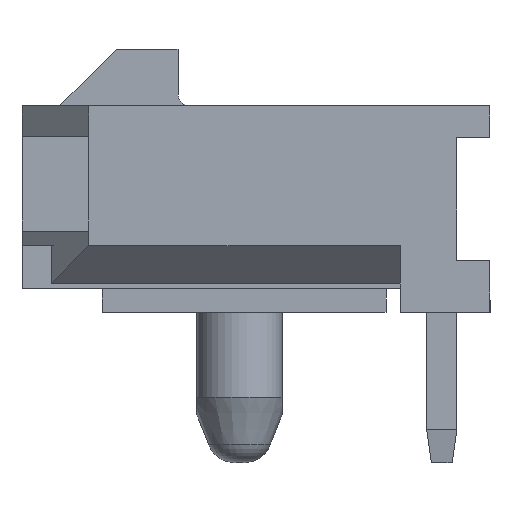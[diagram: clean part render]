
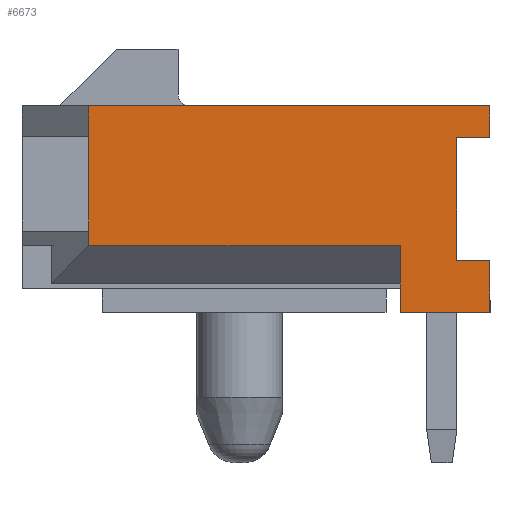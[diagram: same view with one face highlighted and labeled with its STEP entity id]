
A CAD part, left-side view. The second image highlights one B-rep face of the part: STEP entity #6673.
In plain terms, the highlighted face is planar.
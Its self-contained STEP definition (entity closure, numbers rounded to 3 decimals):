
#691=ORIENTED_EDGE('',*,*,#1749,.T.);
#692=ORIENTED_EDGE('',*,*,#1746,.T.);
#693=ORIENTED_EDGE('',*,*,#1743,.T.);
#694=ORIENTED_EDGE('',*,*,#1913,.F.);
#695=ORIENTED_EDGE('',*,*,#1916,.F.);
#696=ORIENTED_EDGE('',*,*,#1865,.F.);
#697=ORIENTED_EDGE('',*,*,#1877,.T.);
#698=ORIENTED_EDGE('',*,*,#1870,.F.);
#699=ORIENTED_EDGE('',*,*,#1814,.F.);
#700=ORIENTED_EDGE('',*,*,#1881,.T.);
#701=ORIENTED_EDGE('',*,*,#1891,.F.);
#702=ORIENTED_EDGE('',*,*,#1915,.F.);
#1743=EDGE_CURVE('',#2389,#2388,#2859,.T.);
#1746=EDGE_CURVE('',#2391,#2389,#2862,.T.);
#1749=EDGE_CURVE('',#2393,#2391,#2865,.T.);
#1814=EDGE_CURVE('',#2439,#2440,#2930,.T.);
#1865=EDGE_CURVE('',#2457,#2474,#2979,.T.);
#1870=EDGE_CURVE('',#2440,#2453,#2984,.T.);
#1877=EDGE_CURVE('',#2457,#2453,#2991,.T.);
#1881=EDGE_CURVE('',#2439,#2481,#2995,.T.);
#1891=EDGE_CURVE('',#2488,#2481,#3005,.T.);
#1913=EDGE_CURVE('',#2497,#2388,#3027,.T.);
#1915=EDGE_CURVE('',#2393,#2488,#3029,.T.);
#1916=EDGE_CURVE('',#2474,#2497,#3030,.T.);
#2388=VERTEX_POINT('',#8945);
#2389=VERTEX_POINT('',#8947);
#2391=VERTEX_POINT('',#8953);
#2393=VERTEX_POINT('',#8959);
#2439=VERTEX_POINT('',#9086);
#2440=VERTEX_POINT('',#9088);
#2453=VERTEX_POINT('',#9126);
#2457=VERTEX_POINT('',#9134);
#2474=VERTEX_POINT('',#9187);
#2481=VERTEX_POINT('',#9215);
#2488=VERTEX_POINT('',#9235);
#2497=VERTEX_POINT('',#9274);
#2859=LINE('',#8946,#3527);
#2862=LINE('',#8952,#3530);
#2865=LINE('',#8958,#3533);
#2930=LINE('',#9087,#3598);
#2979=LINE('',#9186,#3647);
#2984=LINE('',#9196,#3652);
#2991=LINE('',#9208,#3659);
#2995=LINE('',#9216,#3663);
#3005=LINE('',#9236,#3673);
#3027=LINE('',#9273,#3695);
#3029=LINE('',#9277,#3697);
#3030=LINE('',#9279,#3698);
#3527=VECTOR('',#7556,1000.);
#3530=VECTOR('',#7561,1000.);
#3533=VECTOR('',#7566,1000.);
#3598=VECTOR('',#7665,1000.);
#3647=VECTOR('',#7746,1000.);
#3652=VECTOR('',#7755,1000.);
#3659=VECTOR('',#7768,1000.);
#3663=VECTOR('',#7774,1000.);
#3673=VECTOR('',#7790,1000.);
#3695=VECTOR('',#7826,1000.);
#3697=VECTOR('',#7830,1000.);
#3698=VECTOR('',#7833,1000.);
#4068=EDGE_LOOP('',(#691,#692,#693,#694,#695,#696,#697,#698,#699,#700,#701,
#702));
#4338=FACE_BOUND('',#4068,.T.);
#4603=PLANE('',#6963);
#6673=ADVANCED_FACE('',(#4338),#4603,.F.);
#6963=AXIS2_PLACEMENT_3D('',#9278,#7831,#7832);
#7556=DIRECTION('',(0.,1.,0.));
#7561=DIRECTION('',(0.,0.,1.));
#7566=DIRECTION('',(0.,-1.,0.));
#7665=DIRECTION('',(0.,-1.,0.));
#7746=DIRECTION('',(0.,0.,1.));
#7755=DIRECTION('',(0.,0.,1.));
#7768=DIRECTION('',(0.,0.,-1.));
#7774=DIRECTION('',(0.,0.,-1.));
#7790=DIRECTION('',(0.,-1.,0.));
#7826=DIRECTION('',(0.,0.,-1.));
#7830=DIRECTION('',(0.,0.,-1.));
#7831=DIRECTION('',(-1.,0.,0.));
#7832=DIRECTION('',(0.,0.,1.));
#7833=DIRECTION('',(0.,1.,0.));
#8945=CARTESIAN_POINT('',(7.825,4.95,1.515));
#8946=CARTESIAN_POINT('',(7.825,4.25,1.515));
#8947=CARTESIAN_POINT('',(7.825,4.25,1.515));
#8952=CARTESIAN_POINT('',(7.825,4.25,-1.085));
#8953=CARTESIAN_POINT('',(7.825,4.25,-1.085));
#8958=CARTESIAN_POINT('',(7.825,4.95,-1.085));
#8959=CARTESIAN_POINT('',(7.825,4.95,-1.085));
#9086=CARTESIAN_POINT('',(7.825,3.05,-0.771));
#9087=CARTESIAN_POINT('',(7.825,3.05,-0.771));
#9088=CARTESIAN_POINT('',(7.825,-3.536,-0.771));
#9126=CARTESIAN_POINT('',(7.825,-3.536,-0.465));
#9134=CARTESIAN_POINT('',(7.825,-3.536,1.535));
#9186=CARTESIAN_POINT('',(7.825,-3.536,0.));
#9187=CARTESIAN_POINT('',(7.825,-3.536,2.185));
#9196=CARTESIAN_POINT('',(7.825,-3.536,0.));
#9208=CARTESIAN_POINT('',(7.825,-3.536,1.535));
#9215=CARTESIAN_POINT('',(7.825,3.05,-2.185));
#9216=CARTESIAN_POINT('',(7.825,3.05,-2.185));
#9235=CARTESIAN_POINT('',(7.825,4.95,-2.185));
#9236=CARTESIAN_POINT('',(7.825,4.95,-2.185));
#9273=CARTESIAN_POINT('',(7.825,4.95,2.185));
#9274=CARTESIAN_POINT('',(7.825,4.95,2.185));
#9277=CARTESIAN_POINT('',(7.825,4.95,2.185));
#9278=CARTESIAN_POINT('',(7.825,0.,0.));
#9279=CARTESIAN_POINT('',(7.825,-4.95,2.185));
